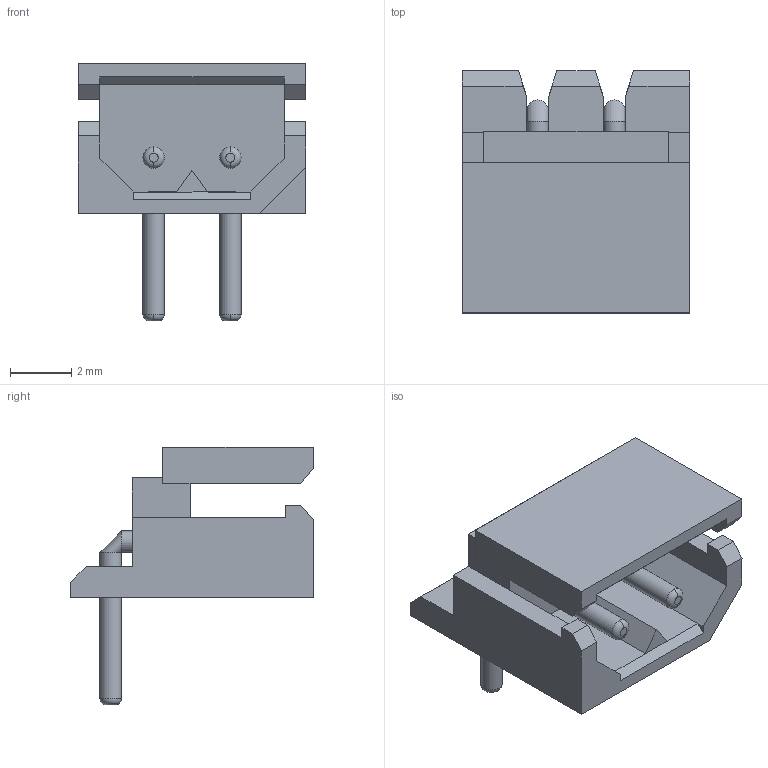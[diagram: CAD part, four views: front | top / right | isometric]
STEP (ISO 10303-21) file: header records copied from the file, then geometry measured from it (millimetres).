
FILE_DESCRIPTION(/* description */ ('STEP AP214'),/* implementation_level */ '2;1');
FILE_NAME(/* name */ '60f4d77d531b3c7425770bf3',/* time_stamp */ '2021-07-19T01:38:06+00:00',/* author */ (''),/* organization */ (''),/* preprocessor_version */ 'ST-DEVELOPER v18.1',/* originating_system */ ' ',/* authorisation */ ' ');
FILE_SCHEMA (('AUTOMOTIVE_DESIGN {1 0 10303 214 3 1 1}'));
Length unit declared in the file: metre
Products named in the file (3): BASE; PIN 2; PIN 1
Bounding box: 7.4 x 7.9 x 8.4 mm (x, y, z)
Volume: 131.6 mm3; surface area: 367.2 mm2
Topology: 3 solids, 3 shells, 85 faces, 221 edges, 138 vertices
Faces by surface type: plane 69, torus 10, cylinder 6
Full cylindrical faces by diameter (mm): 0.7 x6
Entity records: 2564 total; most frequent: CARTESIAN_POINT 433, ORIENTED_EDGE 418, DIRECTION 417, EDGE_CURVE 209, LINE 177, VECTOR 177, VERTEX_POINT 136, AXIS2_PLACEMENT_3D 120
